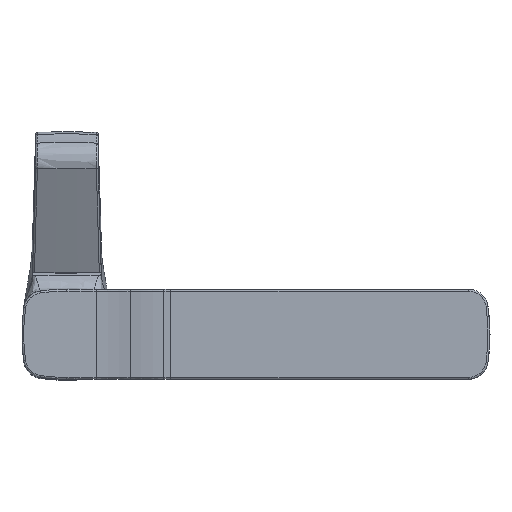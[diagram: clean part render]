
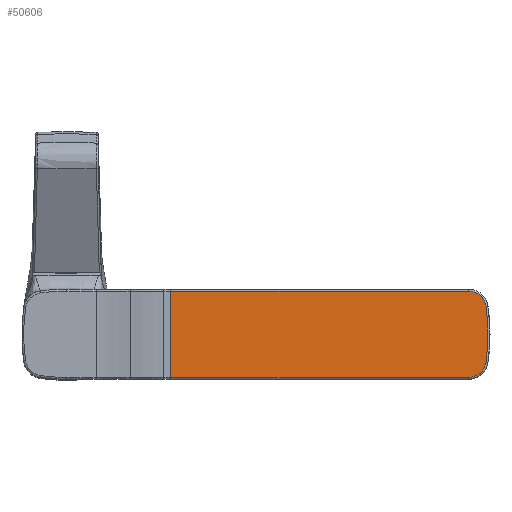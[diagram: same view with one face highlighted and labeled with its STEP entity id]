
A CAD part, top view. The second image highlights one B-rep face of the part: STEP entity #50606.
In plain terms, the highlighted planar face has unit normal (0, 0, 1).
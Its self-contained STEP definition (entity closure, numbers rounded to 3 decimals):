
#46036=CARTESIAN_POINT(' ',(53.,22.,143.));
#46037=VERTEX_POINT(' ',#46036);
#46156=CARTESIAN_POINT(' ',(205.056,22.,143.));
#46157=VERTEX_POINT(' ',#46156);
#46181=CARTESIAN_POINT(' ',(205.056,22.,143.));
#46186=DIRECTION(' ',(-1.,0.,0.));
#46191=VECTOR(' ',#46186,1.);
#46196=LINE('',#46181,#46191);
#46201=EDGE_CURVE(' ',#46157,#46037,#46196,.T.);
#46971=CARTESIAN_POINT(' ',(53.,-22.,143.));
#46972=VERTEX_POINT(' ',#46971);
#47016=CARTESIAN_POINT(' ',(205.056,-22.,143.));
#47017=VERTEX_POINT(' ',#47016);
#47031=CARTESIAN_POINT(' ',(53.,-22.,143.));
#47036=DIRECTION(' ',(1.,0.,0.));
#47041=VECTOR(' ',#47036,1.);
#47046=LINE('',#47031,#47041);
#47051=EDGE_CURVE(' ',#46972,#47017,#47046,.T.);
#50196=CARTESIAN_POINT(' ',(53.,22.,143.));
#50201=DIRECTION(' ',(0.,-1.,0.));
#50206=VECTOR(' ',#50201,1.);
#50211=LINE('',#50196,#50206);
#50216=EDGE_CURVE(' ',#46037,#46972,#50211,.T.);
#50401=CARTESIAN_POINT(' ',(213.962,14.3,143.));
#50402=VERTEX_POINT(' ',#50401);
#50426=CARTESIAN_POINT(' ',(205.056,13.,143.));
#50431=DIRECTION(' ',(0.,0.,1.));
#50436=DIRECTION(' ',(0.99,0.144,0.));
#50441=AXIS2_PLACEMENT_3D(' ',#50426,#50431,#50436);
#50446=CIRCLE('',#50441,9.);
#50451=EDGE_CURVE(' ',#50402,#46157,#50446,.T.);
#50476=DIRECTION(' ',(-0.,-0.,1.));
#50481=CARTESIAN_POINT(' ',(215.346,-22.,143.));
#50486=DIRECTION(' ',(0.,1.,0.));
#50491=AXIS2_PLACEMENT_3D(' ',#50481,#50476,#50486);
#50496=PLANE('',#50491);
#50501=ORIENTED_EDGE(' ',*,*,#47051,.T.);
#50506=CARTESIAN_POINT(' ',(205.056,-13.,143.));
#50511=DIRECTION(' ',(0.,-0.,1.));
#50516=DIRECTION(' ',(0.,-1.,0.));
#50521=AXIS2_PLACEMENT_3D(' ',#50506,#50511,#50516);
#50526=CIRCLE('',#50521,9.);
#50531=CARTESIAN_POINT(' ',(213.962,-14.3,143.));
#50532=VERTEX_POINT(' ',#50531);
#50536=EDGE_CURVE(' ',#47017,#50532,#50526,.T.);
#50541=ORIENTED_EDGE(' ',*,*,#50536,.T.);
#50546=CARTESIAN_POINT(' ',(115.913,0.,143.));
#50551=DIRECTION(' ',(0.,0.,1.));
#50556=DIRECTION(' ',(0.99,-0.144,0.));
#50561=AXIS2_PLACEMENT_3D(' ',#50546,#50551,#50556);
#50566=CIRCLE('',#50561,99.086);
#50571=EDGE_CURVE(' ',#50532,#50402,#50566,.T.);
#50576=ORIENTED_EDGE(' ',*,*,#50571,.T.);
#50581=ORIENTED_EDGE(' ',*,*,#50451,.T.);
#50586=ORIENTED_EDGE(' ',*,*,#46201,.T.);
#50591=ORIENTED_EDGE(' ',*,*,#50216,.T.);
#50596=EDGE_LOOP(' ',(#50501,#50541,#50576,#50581,#50586,#50591));
#50601=FACE_OUTER_BOUND(' ',#50596,.T.);
#50606=ADVANCED_FACE('',(#50601),#50496,.T.);
